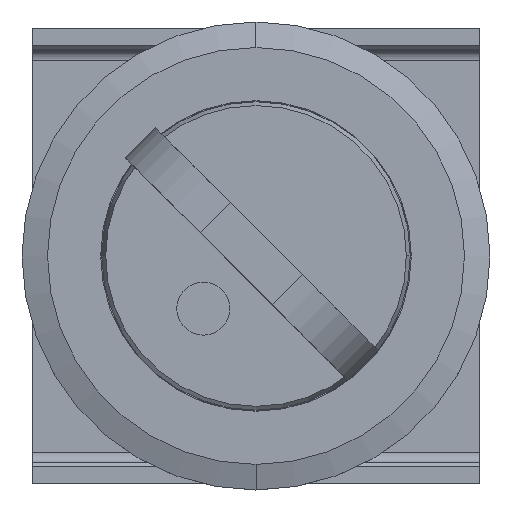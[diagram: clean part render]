
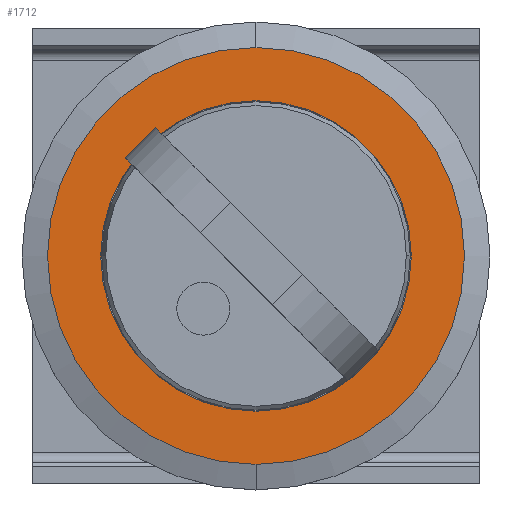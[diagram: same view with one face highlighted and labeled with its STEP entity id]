
A CAD part, top view. The second image highlights one B-rep face of the part: STEP entity #1712.
In plain terms, the highlighted planar face has unit normal (0, 0, 1).
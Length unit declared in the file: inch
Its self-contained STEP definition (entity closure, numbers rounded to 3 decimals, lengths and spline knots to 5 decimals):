
#1600 = DIRECTION ( 'NONE',  ( 0., 0., -1. ) ) ;
#1712 = ADVANCED_FACE ( 'NONE', ( #6765, #14376 ), #14480, .T. ) ;
#2117 = AXIS2_PLACEMENT_3D ( 'NONE', #15964, #16082, #17775 ) ;
#2162 = DIRECTION ( 'NONE',  ( 0., 0., -1. ) ) ;
#2195 = CARTESIAN_POINT ( 'NONE',  ( 0., 0.38583, 0.07874 ) ) ;
#2389 = ORIENTED_EDGE ( 'NONE', *, *, #14927, .T. ) ;
#2467 = CARTESIAN_POINT ( 'NONE',  ( 0., 0., 0.07874 ) ) ;
#3307 = CIRCLE ( 'NONE', #12725, 0.2874 ) ;
#4237 = CIRCLE ( 'NONE', #5918, 0.2874 ) ;
#4665 = DIRECTION ( 'NONE',  ( 1., 0., 0. ) ) ;
#4834 = VERTEX_POINT ( 'NONE', #11259 ) ;
#5486 = CIRCLE ( 'NONE', #2117, 0.38583 ) ;
#5918 = AXIS2_PLACEMENT_3D ( 'NONE', #2467, #15764, #13655 ) ;
#6444 = CARTESIAN_POINT ( 'NONE',  ( 0.2874, 0., 0.07874 ) ) ;
#6496 = EDGE_LOOP ( 'NONE', ( #14014, #15785 ) ) ;
#6765 = FACE_OUTER_BOUND ( 'NONE', #6496, .T. ) ;
#6801 = EDGE_CURVE ( 'NONE', #11057, #14995, #4237, .T. ) ;
#9210 = EDGE_CURVE ( 'NONE', #18613, #4834, #5486, .T. ) ;
#10071 = EDGE_LOOP ( 'NONE', ( #19418, #2389 ) ) ;
#10405 = DIRECTION ( 'NONE',  ( 0., 1., 0. ) ) ;
#10959 = AXIS2_PLACEMENT_3D ( 'NONE', #16077, #13204, #4665 ) ;
#11057 = VERTEX_POINT ( 'NONE', #15508 ) ;
#11259 = CARTESIAN_POINT ( 'NONE',  ( 0., -0.38583, 0.07874 ) ) ;
#11777 = CARTESIAN_POINT ( 'NONE',  ( 0., 0., 0.07874 ) ) ;
#11994 = CIRCLE ( 'NONE', #18076, 0.38583 ) ;
#12725 = AXIS2_PLACEMENT_3D ( 'NONE', #14251, #1600, #16172 ) ;
#13034 = EDGE_CURVE ( 'NONE', #4834, #18613, #11994, .T. ) ;
#13204 = DIRECTION ( 'NONE',  ( 0., 0., 1. ) ) ;
#13655 = DIRECTION ( 'NONE',  ( -1., 0., 0. ) ) ;
#14014 = ORIENTED_EDGE ( 'NONE', *, *, #9210, .F. ) ;
#14251 = CARTESIAN_POINT ( 'NONE',  ( 0., 0., 0.07874 ) ) ;
#14376 = FACE_BOUND ( 'NONE', #10071, .T. ) ;
#14480 = PLANE ( 'NONE',  #10959 ) ;
#14927 = EDGE_CURVE ( 'NONE', #14995, #11057, #3307, .T. ) ;
#14995 = VERTEX_POINT ( 'NONE', #6444 ) ;
#15508 = CARTESIAN_POINT ( 'NONE',  ( -0.2874, 0., 0.07874 ) ) ;
#15764 = DIRECTION ( 'NONE',  ( 0., 0., -1. ) ) ;
#15785 = ORIENTED_EDGE ( 'NONE', *, *, #13034, .F. ) ;
#15964 = CARTESIAN_POINT ( 'NONE',  ( 0., 0., 0.07874 ) ) ;
#16077 = CARTESIAN_POINT ( 'NONE',  ( 0., 0., 0.07874 ) ) ;
#16082 = DIRECTION ( 'NONE',  ( 0., 0., -1. ) ) ;
#16172 = DIRECTION ( 'NONE',  ( -1., 0., 0. ) ) ;
#17775 = DIRECTION ( 'NONE',  ( 0., 1., 0. ) ) ;
#18076 = AXIS2_PLACEMENT_3D ( 'NONE', #11777, #2162, #10405 ) ;
#18613 = VERTEX_POINT ( 'NONE', #2195 ) ;
#19418 = ORIENTED_EDGE ( 'NONE', *, *, #6801, .T. ) ;
